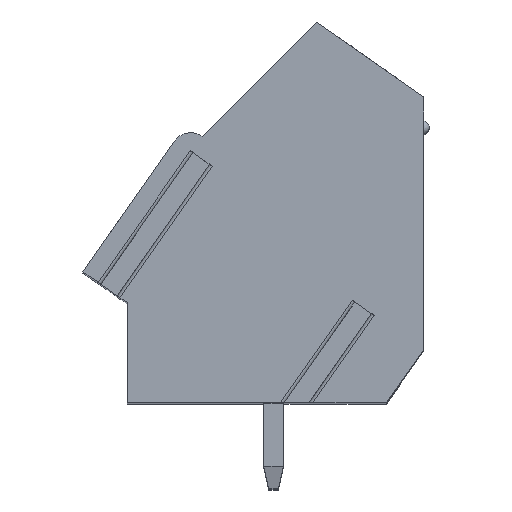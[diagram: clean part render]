
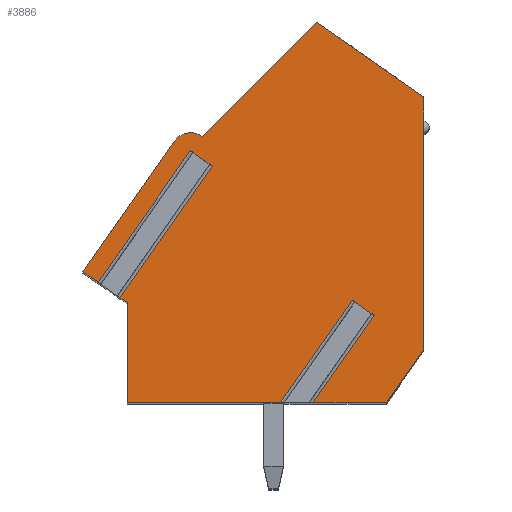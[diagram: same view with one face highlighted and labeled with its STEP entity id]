
A CAD part, top view. The second image highlights one B-rep face of the part: STEP entity #3886.
In plain terms, the highlighted planar face has unit normal (0, 0, 1).
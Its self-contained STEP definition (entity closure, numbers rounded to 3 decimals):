
#14=DIRECTION('',(-0.819,0.574,0.));
#15=VECTOR('',#14,1.085);
#16=CARTESIAN_POINT('',(4.498,-3.239,27.94));
#17=LINE('',#16,#15);
#18=DIRECTION('',(-0.574,-0.819,0.));
#19=VECTOR('',#18,5.115);
#20=CARTESIAN_POINT('',(3.61,-2.616,27.94));
#21=LINE('',#20,#19);
#22=DIRECTION('',(1.,0.,0.));
#23=VECTOR('',#22,6.246);
#24=CARTESIAN_POINT('',(-5.57,-6.807,27.94));
#25=LINE('',#24,#23);
#26=DIRECTION('',(0.,-1.,0.));
#27=VECTOR('',#26,4.087);
#28=CARTESIAN_POINT('',(-5.57,-2.72,27.94));
#29=LINE('',#28,#27);
#30=DIRECTION('',(0.819,-0.574,0.));
#31=VECTOR('',#30,0.355);
#32=CARTESIAN_POINT('',(-5.861,-2.516,27.94));
#33=LINE('',#32,#31);
#34=DIRECTION('',(-0.574,-0.819,0.));
#35=VECTOR('',#34,6.55);
#36=CARTESIAN_POINT('',(-2.104,2.849,27.94));
#37=LINE('',#36,#35);
#38=DIRECTION('',(-0.819,0.574,0.));
#39=VECTOR('',#38,1.085);
#40=CARTESIAN_POINT('',(-2.104,2.849,27.94));
#41=LINE('',#40,#39);
#42=DIRECTION('',(-0.574,-0.819,0.));
#43=VECTOR('',#42,6.55);
#44=CARTESIAN_POINT('',(-2.993,3.471,27.94));
#45=LINE('',#44,#43);
#46=DIRECTION('',(0.819,-0.574,0.));
#47=VECTOR('',#46,0.757);
#48=CARTESIAN_POINT('',(-7.37,-1.46,27.94));
#49=LINE('',#48,#47);
#50=DIRECTION('',(-0.574,-0.819,0.));
#51=VECTOR('',#50,6.486);
#52=CARTESIAN_POINT('',(-3.65,3.853,27.94));
#53=LINE('',#52,#51);
#54=CARTESIAN_POINT('',(-2.986,3.406,27.94));
#55=DIRECTION('',(0.,0.,1.));
#56=DIRECTION('',(0.598,0.802,0.));
#57=AXIS2_PLACEMENT_3D('',#54,#55,#56);
#59=DIRECTION('',(-0.707,-0.707,0.));
#60=VECTOR('',#59,6.609);
#61=CARTESIAN_POINT('',(2.165,8.721,27.94));
#62=LINE('',#61,#60);
#63=DIRECTION('',(-0.819,0.574,0.));
#64=VECTOR('',#63,5.329);
#65=CARTESIAN_POINT('',(6.53,5.664,27.94));
#66=LINE('',#65,#64);
#67=DIRECTION('',(0.,1.,0.));
#68=VECTOR('',#67,10.286);
#69=CARTESIAN_POINT('',(6.53,-4.622,27.94));
#70=LINE('',#69,#68);
#71=DIRECTION('',(0.574,0.819,0.));
#72=VECTOR('',#71,2.667);
#73=CARTESIAN_POINT('',(5.,-6.807,27.94));
#74=LINE('',#73,#72);
#75=DIRECTION('',(1.,0.,0.));
#76=VECTOR('',#75,3.);
#77=CARTESIAN_POINT('',(2.,-6.807,27.94));
#78=LINE('',#77,#76);
#79=DIRECTION('',(-0.574,-0.819,0.));
#80=VECTOR('',#79,4.355);
#81=CARTESIAN_POINT('',(4.498,-3.239,27.94));
#82=LINE('',#81,#80);
#3028=CARTESIAN_POINT('',(-2.508,4.048,27.94));
#3029=CARTESIAN_POINT('',(-3.65,3.853,27.94));
#3030=VERTEX_POINT('',#3028);
#3031=VERTEX_POINT('',#3029);
#3032=CARTESIAN_POINT('',(-7.37,-1.46,27.94));
#3033=VERTEX_POINT('',#3032);
#3034=CARTESIAN_POINT('',(-5.57,-2.72,27.94));
#3035=CARTESIAN_POINT('',(-5.57,-6.807,27.94));
#3036=VERTEX_POINT('',#3034);
#3037=VERTEX_POINT('',#3035);
#3038=CARTESIAN_POINT('',(5.,-6.807,27.94));
#3039=CARTESIAN_POINT('',(6.53,-4.622,27.94));
#3040=VERTEX_POINT('',#3038);
#3041=VERTEX_POINT('',#3039);
#3042=CARTESIAN_POINT('',(6.53,5.664,27.94));
#3043=VERTEX_POINT('',#3042);
#3044=CARTESIAN_POINT('',(2.165,8.721,27.94));
#3045=VERTEX_POINT('',#3044);
#3172=CARTESIAN_POINT('',(-2.104,2.849,27.94));
#3173=CARTESIAN_POINT('',(-2.993,3.471,27.94));
#3174=VERTEX_POINT('',#3172);
#3175=VERTEX_POINT('',#3173);
#3176=CARTESIAN_POINT('',(-5.861,-2.516,
27.94));
#3177=VERTEX_POINT('',#3176);
#3178=CARTESIAN_POINT('',(-6.75,-1.894,
27.94));
#3179=VERTEX_POINT('',#3178);
#3227=CARTESIAN_POINT('',(4.498,-3.239,27.94));
#3228=CARTESIAN_POINT('',(3.61,-2.616,27.94));
#3229=VERTEX_POINT('',#3227);
#3230=VERTEX_POINT('',#3228);
#3231=CARTESIAN_POINT('',(2.,-6.807,27.94));
#3232=VERTEX_POINT('',#3231);
#3233=CARTESIAN_POINT('',(0.676,-6.807,27.94));
#3234=VERTEX_POINT('',#3233);
#3845=CARTESIAN_POINT('',(0.,0.,27.94));
#3846=DIRECTION('',(0.,0.,1.));
#3847=DIRECTION('',(1.,0.,0.));
#3848=AXIS2_PLACEMENT_3D('',#3845,#3846,#3847);
#3849=PLANE('',#3848);
#3851=ORIENTED_EDGE('',*,*,#3850,.T.);
#3853=ORIENTED_EDGE('',*,*,#3852,.T.);
#3855=ORIENTED_EDGE('',*,*,#3854,.F.);
#3857=ORIENTED_EDGE('',*,*,#3856,.F.);
#3859=ORIENTED_EDGE('',*,*,#3858,.F.);
#3861=ORIENTED_EDGE('',*,*,#3860,.F.);
#3863=ORIENTED_EDGE('',*,*,#3862,.T.);
#3865=ORIENTED_EDGE('',*,*,#3864,.T.);
#3867=ORIENTED_EDGE('',*,*,#3866,.F.);
#3869=ORIENTED_EDGE('',*,*,#3868,.F.);
#3871=ORIENTED_EDGE('',*,*,#3870,.F.);
#3873=ORIENTED_EDGE('',*,*,#3872,.F.);
#3875=ORIENTED_EDGE('',*,*,#3874,.F.);
#3877=ORIENTED_EDGE('',*,*,#3876,.F.);
#3879=ORIENTED_EDGE('',*,*,#3878,.F.);
#3881=ORIENTED_EDGE('',*,*,#3880,.F.);
#3883=ORIENTED_EDGE('',*,*,#3882,.F.);
#3884=EDGE_LOOP('',(#3851,#3853,#3855,#3857,#3859,#3861,#3863,#3865,#3867,#3869,
#3871,#3873,#3875,#3877,#3879,#3881,#3883));
#3885=FACE_OUTER_BOUND('',#3884,.F.);
#58=CIRCLE('',#57,0.8);
#3850=EDGE_CURVE('',#3229,#3230,#17,.T.);
#3852=EDGE_CURVE('',#3230,#3234,#21,.T.);
#3854=EDGE_CURVE('',#3037,#3234,#25,.T.);
#3856=EDGE_CURVE('',#3036,#3037,#29,.T.);
#3858=EDGE_CURVE('',#3177,#3036,#33,.T.);
#3860=EDGE_CURVE('',#3174,#3177,#37,.T.);
#3862=EDGE_CURVE('',#3174,#3175,#41,.T.);
#3864=EDGE_CURVE('',#3175,#3179,#45,.T.);
#3866=EDGE_CURVE('',#3033,#3179,#49,.T.);
#3868=EDGE_CURVE('',#3031,#3033,#53,.T.);
#3870=EDGE_CURVE('',#3030,#3031,#58,.T.);
#3872=EDGE_CURVE('',#3045,#3030,#62,.T.);
#3874=EDGE_CURVE('',#3043,#3045,#66,.T.);
#3876=EDGE_CURVE('',#3041,#3043,#70,.T.);
#3878=EDGE_CURVE('',#3040,#3041,#74,.T.);
#3880=EDGE_CURVE('',#3232,#3040,#78,.T.);
#3882=EDGE_CURVE('',#3229,#3232,#82,.T.);
#3886=ADVANCED_FACE('',(#3885),#3849,.T.);
